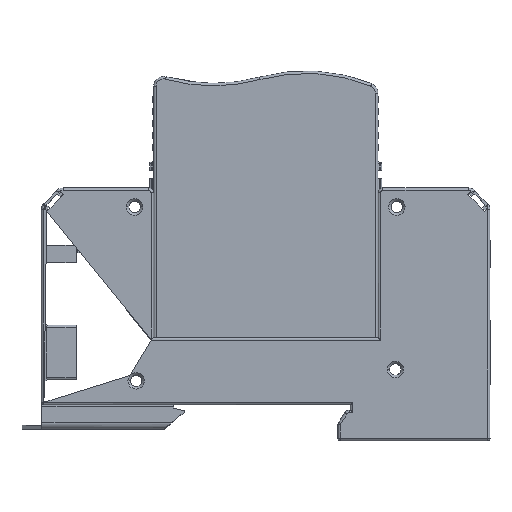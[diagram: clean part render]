
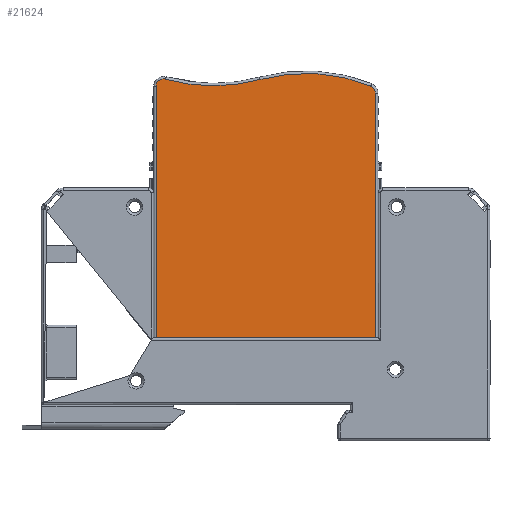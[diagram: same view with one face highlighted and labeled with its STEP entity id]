
A CAD part, top view. The second image highlights one B-rep face of the part: STEP entity #21624.
In plain terms, the highlighted face is planar.
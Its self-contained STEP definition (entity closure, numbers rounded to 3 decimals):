
#17226=CARTESIAN_POINT('',(-20.5,-8.9,50.377));
#17227=DIRECTION('',(0.,1.,0.));
#17228=DIRECTION('',(-1.,0.,0.));
#17229=AXIS2_PLACEMENT_3D('',#17226,#17227,#17228);
#17234=CARTESIAN_POINT('',(-10.5,-8.9,86.));
#17235=DIRECTION('',(0.,-1.,0.));
#17236=DIRECTION('',(-0.27,0.,-0.963));
#17237=AXIS2_PLACEMENT_3D('',#17234,#17235,#17236);
#17242=CARTESIAN_POINT('',(8.04,-8.9,18.5));
#17243=DIRECTION('',(0.,1.,0.));
#17244=DIRECTION('',(-0.267,0.,0.964));
#17245=AXIS2_PLACEMENT_3D('',#17242,#17243,#17244);
#17250=CARTESIAN_POINT('',(20.5,-8.9,49.057));
#17251=DIRECTION('',(0.,1.,0.));
#17252=DIRECTION('',(0.378,0.,0.926));
#17253=AXIS2_PLACEMENT_3D('',#17250,#17251,#17252);
#17258=DIRECTION('',(0.,0.,1.));
#17259=VECTOR('',#17258,49.057);
#17260=CARTESIAN_POINT('',(22.,-8.9,0.));
#17261=LINE('',#17260,#17259);
#17327=DIRECTION('',(1.,0.,0.));
#17328=VECTOR('',#17327,44.);
#17329=CARTESIAN_POINT('',(-22.,-8.9,0.));
#17330=LINE('',#17329,#17328);
#17933=DIRECTION('',(0.,0.,-1.));
#17934=VECTOR('',#17933,50.377);
#17935=CARTESIAN_POINT('',(-22.,-8.9,50.377));
#17936=LINE('',#17935,#17934);
#20990=CARTESIAN_POINT('',(22.,-8.9,0.));
#20991=CARTESIAN_POINT('',(22.,-8.9,49.057));
#20992=VERTEX_POINT('',#20990);
#20993=VERTEX_POINT('',#20991);
#20994=CARTESIAN_POINT('',(-22.,-8.9,0.));
#20995=VERTEX_POINT('',#20994);
#20996=CARTESIAN_POINT('',(-22.,-8.9,50.377));
#20997=VERTEX_POINT('',#20996);
#20998=CARTESIAN_POINT('',(-20.095,-8.9,51.821));
#20999=VERTEX_POINT('',#20998);
#21000=CARTESIAN_POINT('',(-1.156,-8.9,51.752));
#21001=VERTEX_POINT('',#21000);
#21002=CARTESIAN_POINT('',(21.066,-8.9,50.446));
#21003=VERTEX_POINT('',#21002);
#21603=CARTESIAN_POINT('',(0.,-8.9,0.));
#21604=DIRECTION('',(0.,1.,0.));
#21605=DIRECTION('',(-1.,0.,0.));
#21606=AXIS2_PLACEMENT_3D('',#21603,#21604,#21605);
#21607=PLANE('',#21606);
#21609=ORIENTED_EDGE('',*,*,#21608,.F.);
#21611=ORIENTED_EDGE('',*,*,#21610,.F.);
#21613=ORIENTED_EDGE('',*,*,#21612,.F.);
#21615=ORIENTED_EDGE('',*,*,#21614,.T.);
#21617=ORIENTED_EDGE('',*,*,#21616,.T.);
#21619=ORIENTED_EDGE('',*,*,#21618,.T.);
#21621=ORIENTED_EDGE('',*,*,#21620,.T.);
#21622=EDGE_LOOP('',(#21609,#21611,#21613,#21615,#21617,#21619,#21621));
#21623=FACE_OUTER_BOUND('',#21622,.F.);
#17230=CIRCLE('',#17229,1.5);
#17238=CIRCLE('',#17237,35.5);
#17246=CIRCLE('',#17245,34.5);
#17254=CIRCLE('',#17253,1.5);
#21608=EDGE_CURVE('',#20992,#20993,#17261,.T.);
#21610=EDGE_CURVE('',#20995,#20992,#17330,.T.);
#21612=EDGE_CURVE('',#20997,#20995,#17936,.T.);
#21614=EDGE_CURVE('',#20997,#20999,#17230,.T.);
#21616=EDGE_CURVE('',#20999,#21001,#17238,.T.);
#21618=EDGE_CURVE('',#21001,#21003,#17246,.T.);
#21620=EDGE_CURVE('',#21003,#20993,#17254,.T.);
#21624=ADVANCED_FACE('',(#21623),#21607,.F.);
